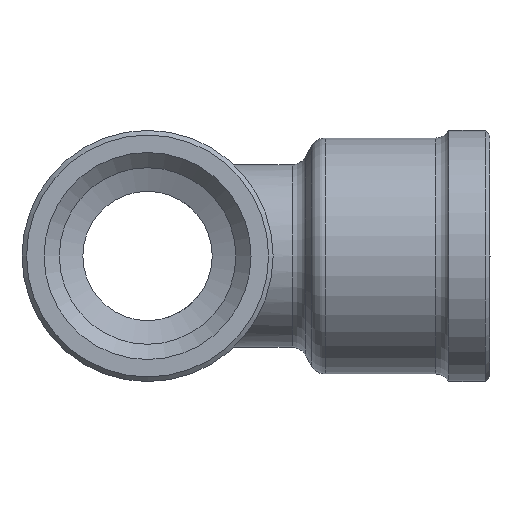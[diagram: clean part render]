
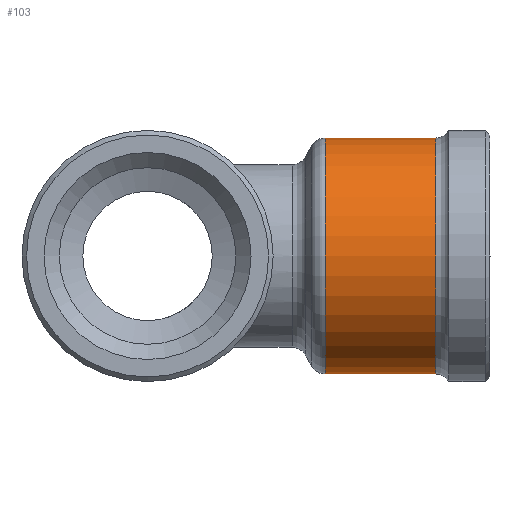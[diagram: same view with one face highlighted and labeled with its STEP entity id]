
A CAD part, left-side view. The second image highlights one B-rep face of the part: STEP entity #103.
In plain terms, the highlighted cylindrical face has radius 7.75 mm (diameter 15.5 mm), a full revolution.
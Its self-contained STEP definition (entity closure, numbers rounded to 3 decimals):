
#103 = ADVANCED_FACE( 'NONE', ( #271, #272 ), #273, .T. );
#271 = FACE_OUTER_BOUND( '', #736, .T. );
#272 = FACE_OUTER_BOUND( '', #737, .T. );
#273 = CYLINDRICAL_SURFACE( '', #738, 7.75 );
#736 = EDGE_LOOP( '', ( #1453 ) );
#737 = EDGE_LOOP( '', ( #1454 ) );
#738 = AXIS2_PLACEMENT_3D( '', #1455, #1456, #1457 );
#1453 = ORIENTED_EDGE( '', *, *, #2224, .F. );
#1454 = ORIENTED_EDGE( '', *, *, #2225, .T. );
#1455 = CARTESIAN_POINT( '', ( 0., 7.845, 0. ) );
#1456 = DIRECTION( '', ( 0., -1., 0. ) );
#1457 = DIRECTION( '', ( 0., 0., 1. ) );
#2224 = EDGE_CURVE( 'NONE', #2604, #2604, #2605, .T. );
#2225 = EDGE_CURVE( 'NONE', #2606, #2606, #2607, .T. );
#2604 = VERTEX_POINT( '', #3421 );
#2605 = CIRCLE( '', #3422, 7.75 );
#2606 = VERTEX_POINT( '', #3423 );
#2607 = CIRCLE( '', #3424, 7.75 );
#3421 = CARTESIAN_POINT( '', ( 0., -11.665, 7.75 ) );
#3422 = AXIS2_PLACEMENT_3D( '', #3915, #3916, #3917 );
#3423 = CARTESIAN_POINT( '', ( -7.75, -18.923, 0. ) );
#3424 = AXIS2_PLACEMENT_3D( '', #3918, #3919, #3920 );
#3915 = CARTESIAN_POINT( '', ( 0., -11.665, 0. ) );
#3916 = DIRECTION( '', ( 0., 1., 0. ) );
#3917 = DIRECTION( '', ( 0., 0., 1. ) );
#3918 = CARTESIAN_POINT( '', ( 0., -18.923, 0. ) );
#3919 = DIRECTION( '', ( 0., 1., 0. ) );
#3920 = DIRECTION( '', ( -1., 0., 0. ) );
